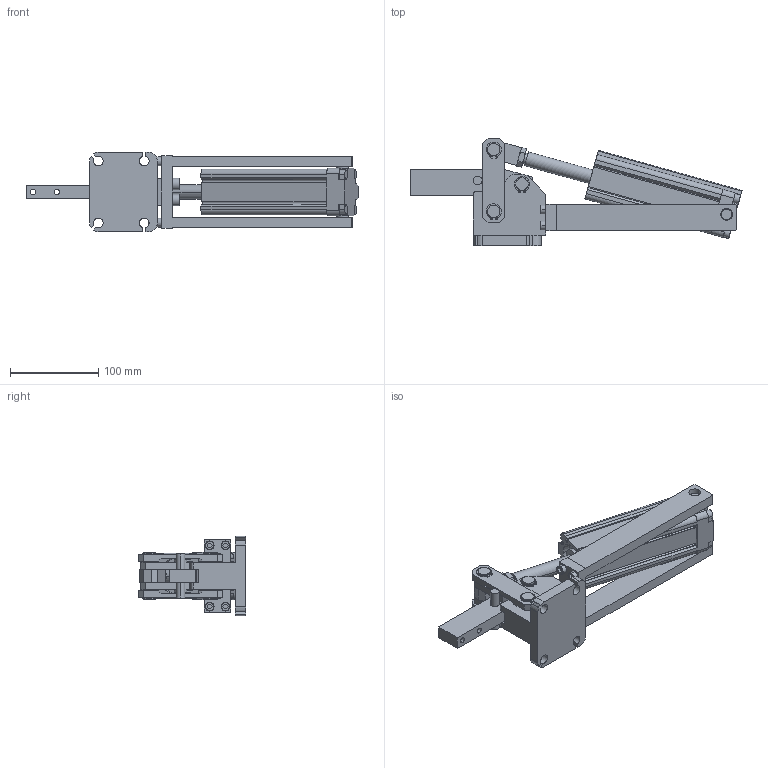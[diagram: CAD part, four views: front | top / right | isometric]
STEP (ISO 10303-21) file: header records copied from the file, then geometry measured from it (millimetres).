
FILE_DESCRIPTION((''),'2;1');
FILE_NAME('ILCP92205','2023-12-20T10:45:50',('rkuestersteffen'),(''),'CREO PARAMETRIC BY PTC INC, 2021164','CREO PARAMETRIC BY PTC INC, 2021164','');
FILE_SCHEMA(('AUTOMOTIVE_DESIGN { 1 0 10303 214 1 1 1 1 }'));
Length unit declared in the file: inch
Products named in the file (1): ILCP92205
Bounding box: 376.47 x 122 x 90 mm (x, y, z)
Volume: 803172.2 mm3; surface area: 195238 mm2
Topology: 2 solids, 7 shells, 574 faces, 1512 edges, 999 vertices
Faces by surface type: plane 319, cylinder 195, torus 36, cone 24
Entity records: 23698 total; most frequent: CARTESIAN_POINT 3237, DIRECTION 3202, ORIENTED_EDGE 3008, PRESENTATION_STYLE_ASSIGNMENT 1665, STYLED_ITEM 1517, CURVE_STYLE 1515, EDGE_CURVE 1504, AXIS2_PLACEMENT_3D 1132
